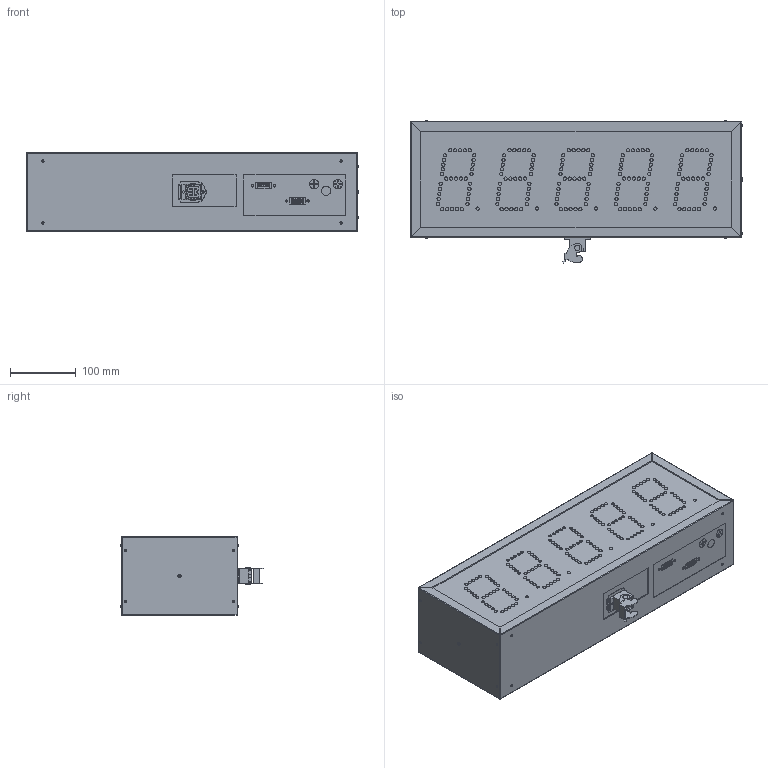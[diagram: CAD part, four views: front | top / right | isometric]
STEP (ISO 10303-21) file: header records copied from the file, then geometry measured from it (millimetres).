
FILE_DESCRIPTION (( 'STEP AP214' ), '1' );
FILE_NAME ('LPD5-A-DC.STEP', '2025-02-12T12:40:17', ( '' ), ( '' ), 'SwSTEP 2.0', 'SolidWorks 2021', '' );
FILE_SCHEMA (( 'AUTOMOTIVE_DESIGN' ));
Length unit declared in the file: inch
Products named in the file (1): LPD5-A-DC
Bounding box: 505.3 x 216.28 x 120 mm (x, y, z)
Volume: 10557284.8 mm3; surface area: 352529.2 mm2
Topology: 4 solids, 4 shells, 1918 faces, 4802 edges, 3169 vertices
Faces by surface type: plane 1232, cylinder 640, torus 36, sphere 8, bspline 2
Entity records: 57301 total; most frequent: DIRECTION 9978, CARTESIAN_POINT 9928, ORIENTED_EDGE 9588, EDGE_CURVE 4794, LINE 3428, VECTOR 3428, AXIS2_PLACEMENT_3D 3275, VERTEX_POINT 3169
